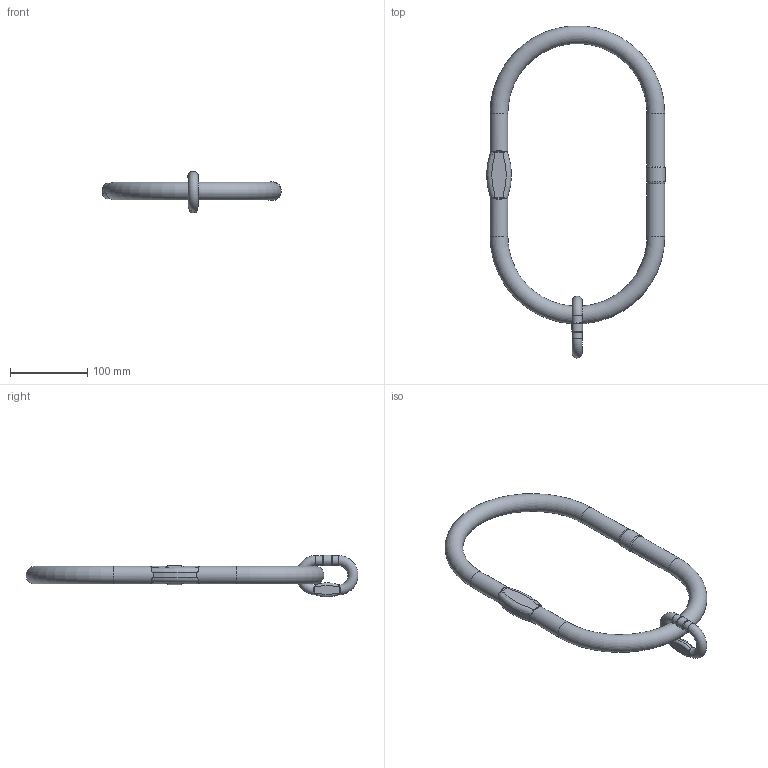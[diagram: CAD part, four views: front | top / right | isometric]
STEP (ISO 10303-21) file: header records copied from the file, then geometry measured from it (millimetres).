
FILE_DESCRIPTION(/* description */ (''),/* implementation_level */ '2;1');
FILE_NAME(/* name */ 'pewag_VLW_1-6_7_8',/* time_stamp */ '2010-02-24T10:57:46+01:00',/* author */ (''),/* organization */ (''),/* preprocessor_version */ 'ST-DEVELOPER v9',/* originating_system */ 'UGS - NX 4.0',/* authorisation */ '');
FILE_SCHEMA (('AUTOMOTIVE_DESIGN { 1 0 10303 214 1 1 1 1 }'));
Length unit declared in the file: millimetre
Products named in the file (1): rit9D03c0tw
Bounding box: 231.46 x 429.73 x 54.05 mm (x, y, z)
Volume: 430647.4 mm3; surface area: 77689.9 mm2
Topology: 2 solids, 2 shells, 60 faces, 178 edges, 118 vertices
Faces by surface type: cylinder 32, torus 12, plane 12, cone 4
Full cylindrical faces by diameter (mm): 13 x2, 13.975 x1, 23 x4, 24.725 x1
Entity records: 2305 total; most frequent: CARTESIAN_POINT 849, ORIENTED_EDGE 308, DIRECTION 270, EDGE_CURVE 154, AXIS2_PLACEMENT_3D 119, VERTEX_POINT 110, EDGE_LOOP 76, B_SPLINE_CURVE_WITH_KNOTS 64
